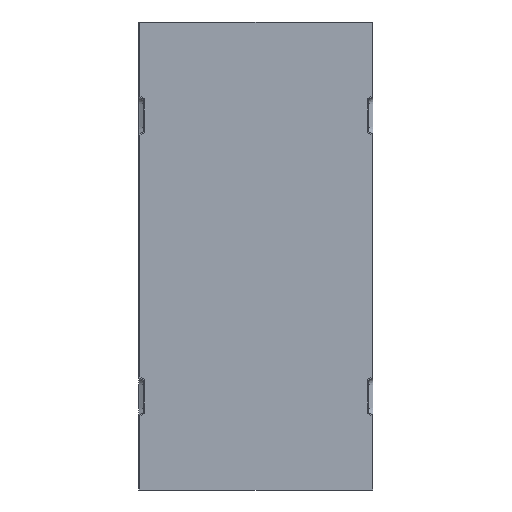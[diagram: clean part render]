
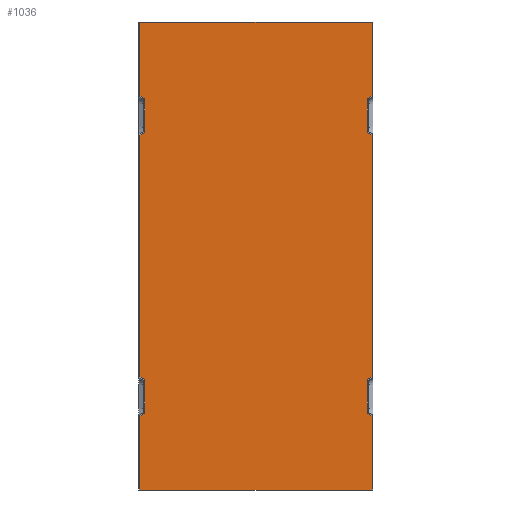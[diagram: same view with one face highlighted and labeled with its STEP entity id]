
A CAD part, front view. The second image highlights one B-rep face of the part: STEP entity #1036.
In plain terms, the highlighted planar face has unit normal (0, -1, 0).
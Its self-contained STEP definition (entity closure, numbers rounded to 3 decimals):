
#36=PLANE('',#1140);
#85=FACE_OUTER_BOUND('',#135,.T.);
#135=EDGE_LOOP('',(#868,#869,#870,#871,#872,#873,#874,#875));
#158=LINE('',#1469,#270);
#174=LINE('',#1518,#286);
#246=LINE('',#1693,#358);
#247=LINE('',#1695,#359);
#248=LINE('',#1697,#360);
#249=LINE('',#1698,#361);
#250=LINE('',#1700,#362);
#251=LINE('',#1701,#363);
#270=VECTOR('',#1186,10.);
#286=VECTOR('',#1224,10.);
#358=VECTOR('',#1392,10.);
#359=VECTOR('',#1393,10.);
#360=VECTOR('',#1394,10.);
#361=VECTOR('',#1395,10.);
#362=VECTOR('',#1396,10.);
#363=VECTOR('',#1397,10.);
#418=VERTEX_POINT('',#1466);
#419=VERTEX_POINT('',#1468);
#440=VERTEX_POINT('',#1515);
#441=VERTEX_POINT('',#1517);
#496=VERTEX_POINT('',#1692);
#497=VERTEX_POINT('',#1694);
#498=VERTEX_POINT('',#1696);
#499=VERTEX_POINT('',#1699);
#516=EDGE_CURVE('',#419,#418,#158,.T.);
#540=EDGE_CURVE('',#441,#440,#174,.T.);
#629=EDGE_CURVE('',#496,#419,#246,.T.);
#630=EDGE_CURVE('',#497,#418,#247,.T.);
#631=EDGE_CURVE('',#497,#498,#248,.T.);
#632=EDGE_CURVE('',#498,#441,#249,.T.);
#633=EDGE_CURVE('',#499,#440,#250,.T.);
#634=EDGE_CURVE('',#499,#496,#251,.T.);
#868=ORIENTED_EDGE('',*,*,#629,.T.);
#869=ORIENTED_EDGE('',*,*,#516,.T.);
#870=ORIENTED_EDGE('',*,*,#630,.F.);
#871=ORIENTED_EDGE('',*,*,#631,.T.);
#872=ORIENTED_EDGE('',*,*,#632,.T.);
#873=ORIENTED_EDGE('',*,*,#540,.T.);
#874=ORIENTED_EDGE('',*,*,#633,.F.);
#875=ORIENTED_EDGE('',*,*,#634,.T.);
#1036=ADVANCED_FACE('',(#85),#36,.F.);
#1140=AXIS2_PLACEMENT_3D('',#1691,#1390,#1391);
#1186=DIRECTION('',(0.,0.,-1.));
#1224=DIRECTION('',(0.,0.,1.));
#1390=DIRECTION('center_axis',(0.,1.,0.));
#1391=DIRECTION('ref_axis',(0.,0.,1.));
#1392=DIRECTION('',(-1.,0.,0.));
#1393=DIRECTION('',(-1.,0.,0.));
#1394=DIRECTION('',(1.,0.,0.));
#1395=DIRECTION('',(1.,0.,0.));
#1396=DIRECTION('',(1.,0.,0.));
#1397=DIRECTION('',(-1.,0.,0.));
#1466=CARTESIAN_POINT('',(-149.45,0.,-300.));
#1468=CARTESIAN_POINT('',(-149.45,0.,0.));
#1469=CARTESIAN_POINT('',(-149.45,0.,-150.));
#1515=CARTESIAN_POINT('',(-0.55,0.,0.));
#1517=CARTESIAN_POINT('',(-0.55,0.,-300.));
#1518=CARTESIAN_POINT('',(-0.55,0.,-150.));
#1691=CARTESIAN_POINT('Origin',(-75.,0.,-150.));
#1692=CARTESIAN_POINT('',(-148.9,0.,0.));
#1693=CARTESIAN_POINT('',(-37.5,0.,0.));
#1694=CARTESIAN_POINT('',(-148.9,0.,-300.));
#1695=CARTESIAN_POINT('',(-37.775,0.,-300.));
#1696=CARTESIAN_POINT('',(-1.1,0.,-300.));
#1697=CARTESIAN_POINT('',(-150.,0.,-300.));
#1698=CARTESIAN_POINT('',(-37.775,0.,-300.));
#1699=CARTESIAN_POINT('',(-1.1,0.,0.));
#1700=CARTESIAN_POINT('',(-37.5,0.,0.));
#1701=CARTESIAN_POINT('',(0.,0.,0.));
